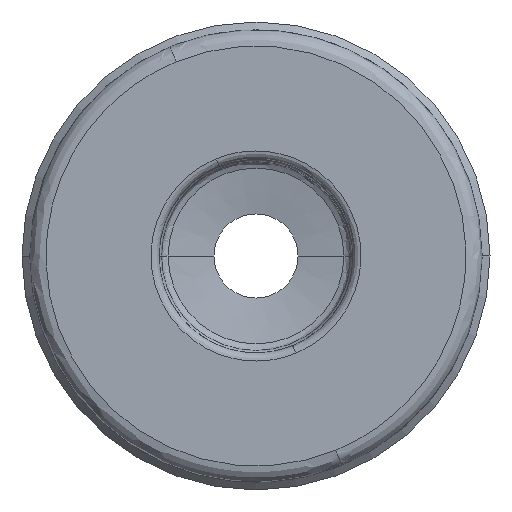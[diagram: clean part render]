
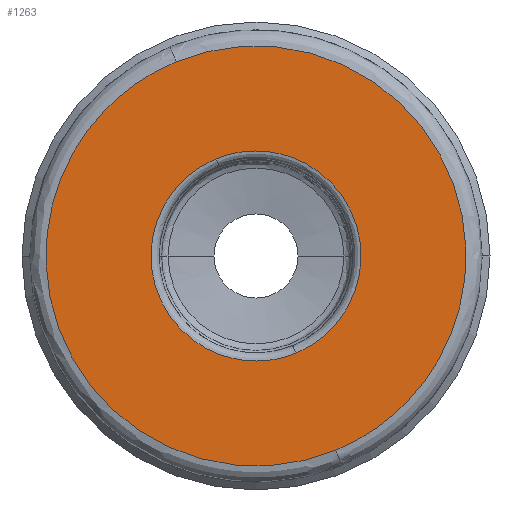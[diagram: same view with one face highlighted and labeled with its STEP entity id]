
A CAD part, front view. The second image highlights one B-rep face of the part: STEP entity #1263.
In plain terms, the highlighted planar face has unit normal (0, -1, 0).
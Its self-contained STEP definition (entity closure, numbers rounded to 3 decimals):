
#8 =( BOUNDED_CURVE ( )  B_SPLINE_CURVE ( 3, ( #2072, #2324, #2592, #1060 ),
 .UNSPECIFIED., .F., .T. ) 
 B_SPLINE_CURVE_WITH_KNOTS ( ( 4, 4 ),
 ( 0., 1. ),
 .UNSPECIFIED. ) 
 CURVE ( )  GEOMETRIC_REPRESENTATION_ITEM ( )  RATIONAL_B_SPLINE_CURVE ( ( 1., 0.333, 0.333, 1. ) ) 
 REPRESENTATION_ITEM ( '' )  );
#14 = CARTESIAN_POINT ( 'NONE',  ( 14.494, 7.57, -1.077 ) ) ;
#79 = CARTESIAN_POINT ( 'NONE',  ( -2.468, 7.57, 6.013 ) ) ;
#212 = CARTESIAN_POINT ( 'NONE',  ( 2.468, 7.57, -6.013 ) ) ;
#225 =( BOUNDED_CURVE ( )  B_SPLINE_CURVE ( 3, ( #3061, #2061, #1308, #1563 ),
 .UNSPECIFIED., .F., .T. ) 
 B_SPLINE_CURVE_WITH_KNOTS ( ( 4, 4 ),
 ( 0., 1. ),
 .UNSPECIFIED. ) 
 CURVE ( )  GEOMETRIC_REPRESENTATION_ITEM ( )  RATIONAL_B_SPLINE_CURVE ( ( 1., 0.333, 0.333, 1. ) ) 
 REPRESENTATION_ITEM ( '' )  );
#297 = ORIENTED_EDGE ( 'NONE', *, *, #1050, .F. ) ;
#525 = CARTESIAN_POINT ( 'NONE',  ( 9.558, 7.57, 10.949 ) ) ;
#581 = CARTESIAN_POINT ( 'NONE',  ( -9.558, 7.57, -10.949 ) ) ;
#657 =( BOUNDED_CURVE ( )  B_SPLINE_CURVE ( 3, ( #79, #2080, #581, #2338 ),
 .UNSPECIFIED., .F., .F. ) 
 B_SPLINE_CURVE_WITH_KNOTS ( ( 4, 4 ),
 ( 0., 1. ),
 .UNSPECIFIED. ) 
 CURVE ( )  GEOMETRIC_REPRESENTATION_ITEM ( )  RATIONAL_B_SPLINE_CURVE ( ( 1., 0.333, 0.333, 1. ) ) 
 REPRESENTATION_ITEM ( '' )  );
#943 = VERTEX_POINT ( 'NONE', #212 ) ;
#1046 = FACE_OUTER_BOUND ( 'NONE', #2870, .T. ) ;
#1050 = EDGE_CURVE ( 'NONE', #2484, #2018, #225, .T. ) ;
#1060 = CARTESIAN_POINT ( 'NONE',  ( -4.936, 7.57, 12.026 ) ) ;
#1068 = EDGE_CURVE ( 'NONE', #2018, #2484, #8, .T. ) ;
#1244 = CARTESIAN_POINT ( 'NONE',  ( 5.551, 7.57, 2.278 ) ) ;
#1263 = ADVANCED_FACE ( 'NONE', ( #1046, #2321 ), #2010, .F. ) ;
#1281 = EDGE_CURVE ( 'NONE', #943, #2769, #2661, .T. ) ;
#1308 = CARTESIAN_POINT ( 'NONE',  ( 28.989, 7.57, -2.154 ) ) ;
#1311 = AXIS2_PLACEMENT_3D ( 'NONE', #1244, #3002, #1508 ) ;
#1372 = EDGE_LOOP ( 'NONE', ( #2267, #2026 ) ) ;
#1508 = DIRECTION ( 'NONE',  ( 0., 0., 1. ) ) ;
#1563 = CARTESIAN_POINT ( 'NONE',  ( 4.936, 7.57, -12.026 ) ) ;
#1770 = CARTESIAN_POINT ( 'NONE',  ( 2.468, 7.57, -6.013 ) ) ;
#2010 = PLANE ( 'NONE',  #1311 ) ;
#2018 = VERTEX_POINT ( 'NONE', #2923 ) ;
#2026 = ORIENTED_EDGE ( 'NONE', *, *, #1281, .F. ) ;
#2061 = CARTESIAN_POINT ( 'NONE',  ( 19.117, 7.57, 21.899 ) ) ;
#2072 = CARTESIAN_POINT ( 'NONE',  ( 4.936, 7.57, -12.026 ) ) ;
#2080 = CARTESIAN_POINT ( 'NONE',  ( -14.494, 7.57, 1.077 ) ) ;
#2267 = ORIENTED_EDGE ( 'NONE', *, *, #2871, .F. ) ;
#2281 = CARTESIAN_POINT ( 'NONE',  ( -2.468, 7.57, 6.013 ) ) ;
#2321 = FACE_BOUND ( 'NONE', #1372, .T. ) ;
#2324 = CARTESIAN_POINT ( 'NONE',  ( -19.117, 7.57, -21.899 ) ) ;
#2338 = CARTESIAN_POINT ( 'NONE',  ( 2.468, 7.57, -6.013 ) ) ;
#2484 = VERTEX_POINT ( 'NONE', #3201 ) ;
#2592 = CARTESIAN_POINT ( 'NONE',  ( -28.989, 7.57, 2.154 ) ) ;
#2661 =( BOUNDED_CURVE ( )  B_SPLINE_CURVE ( 3, ( #1770, #14, #525, #2281 ),
 .UNSPECIFIED., .F., .T. ) 
 B_SPLINE_CURVE_WITH_KNOTS ( ( 4, 4 ),
 ( 0., 1. ),
 .UNSPECIFIED. ) 
 CURVE ( )  GEOMETRIC_REPRESENTATION_ITEM ( )  RATIONAL_B_SPLINE_CURVE ( ( 1., 0.333, 0.333, 1. ) ) 
 REPRESENTATION_ITEM ( '' )  );
#2769 = VERTEX_POINT ( 'NONE', #3153 ) ;
#2870 = EDGE_LOOP ( 'NONE', ( #297, #3252 ) ) ;
#2871 = EDGE_CURVE ( 'NONE', #2769, #943, #657, .T. ) ;
#2923 = CARTESIAN_POINT ( 'NONE',  ( 4.936, 7.57, -12.026 ) ) ;
#3002 = DIRECTION ( 'NONE',  ( 0., 1., 0. ) ) ;
#3061 = CARTESIAN_POINT ( 'NONE',  ( -4.936, 7.57, 12.026 ) ) ;
#3153 = CARTESIAN_POINT ( 'NONE',  ( -2.468, 7.57, 6.013 ) ) ;
#3201 = CARTESIAN_POINT ( 'NONE',  ( -4.936, 7.57, 12.026 ) ) ;
#3252 = ORIENTED_EDGE ( 'NONE', *, *, #1068, .F. ) ;
